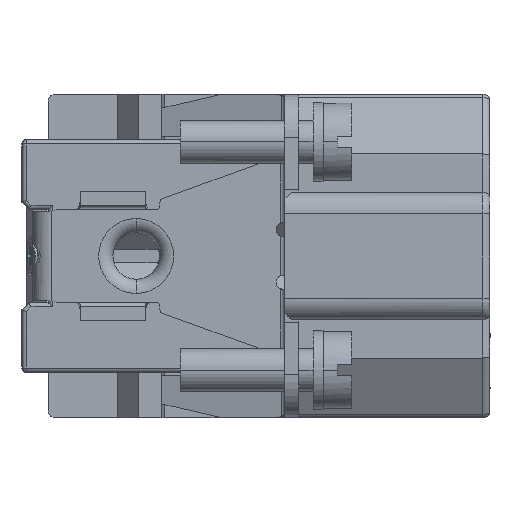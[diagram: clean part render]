
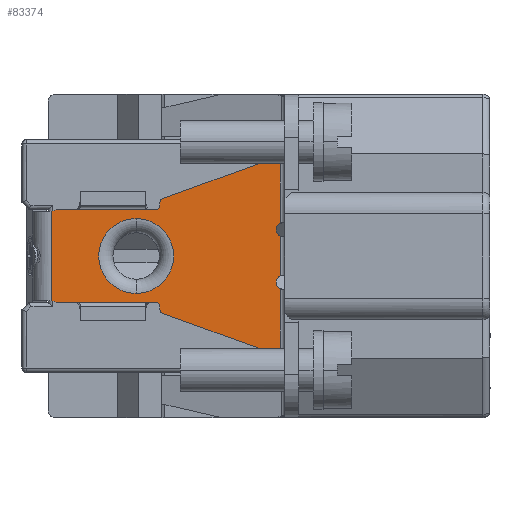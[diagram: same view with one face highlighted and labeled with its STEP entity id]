
A CAD part, left-side view. The second image highlights one B-rep face of the part: STEP entity #83374.
In plain terms, the highlighted planar face has unit normal (-1, 0, 0).
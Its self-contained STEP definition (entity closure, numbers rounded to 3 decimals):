
#20833=DIRECTION('',(0.,0.,1.));
#20834=VECTOR('',#20833,4.719);
#20835=CARTESIAN_POINT('',(-29.2,14.7,-7.018));
#20836=LINE('',#20835,#20834);
#21022=CARTESIAN_POINT('',(-29.2,30.765,-3.143));
#21076=CARTESIAN_POINT('',(-29.2,30.765,3.143));
#21160=DIRECTION('',(0.,0.,-1.));
#21161=VECTOR('',#21160,6.287);
#21162=CARTESIAN_POINT('',(-29.2,30.765,3.143));
#21163=LINE('',#21162,#21161);
#21450=DIRECTION('',(0.,1.,0.));
#21451=VECTOR('',#21450,1.347);
#21452=CARTESIAN_POINT('',(-29.2,29.029,-3.25));
#21453=LINE('',#21452,#21451);
#21454=CARTESIAN_POINT('',(-29.2,31.229,-5.6));
#21455=DIRECTION('',(-1.,0.,0.));
#21456=DIRECTION('',(0.,-0.341,0.94));
#21457=AXIS2_PLACEMENT_3D('',#21454,#21455,#21456);
#21459=CARTESIAN_POINT('',(-29.2,31.229,5.6));
#21460=DIRECTION('',(-1.,0.,0.));
#21461=DIRECTION('',(0.,-0.185,-0.983));
#21462=AXIS2_PLACEMENT_3D('',#21459,#21460,#21461);
#21464=DIRECTION('',(0.,-1.,0.));
#21465=VECTOR('',#21464,1.347);
#21466=CARTESIAN_POINT('',(-29.2,30.376,3.25));
#21467=LINE('',#21466,#21465);
#21468=CARTESIAN_POINT('',(-29.2,29.029,3.55));
#21469=DIRECTION('',(-1.,0.,0.));
#21470=DIRECTION('',(0.,0.,-1.));
#21471=AXIS2_PLACEMENT_3D('',#21468,#21469,#21470);
#21473=DIRECTION('',(0.,-0.002,
-1.));
#21474=VECTOR('',#21473,0.033);
#21475=CARTESIAN_POINT('',(-29.2,28.891,3.283));
#21476=LINE('',#21475,#21474);
#21477=DIRECTION('',(0.,-1.,0.));
#21478=VECTOR('',#21477,0.4);
#21479=CARTESIAN_POINT('',(-29.2,23.829,3.25));
#21480=LINE('',#21479,#21478);
#21481=CARTESIAN_POINT('',(-29.2,23.429,3.55));
#21482=DIRECTION('',(-1.,0.,0.));
#21483=DIRECTION('',(0.,0.,-1.));
#21484=AXIS2_PLACEMENT_3D('',#21481,#21482,#21483);
#21486=DIRECTION('',(0.,0.,1.));
#21487=VECTOR('',#21486,0.19);
#21488=CARTESIAN_POINT('',(-29.2,23.129,3.55));
#21489=LINE('',#21488,#21487);
#21490=CARTESIAN_POINT('',(-29.2,22.829,3.74));
#21491=DIRECTION('',(1.,0.,0.));
#21492=DIRECTION('',(0.,1.,0.));
#21493=AXIS2_PLACEMENT_3D('',#21490,#21491,#21492);
#21495=DIRECTION('',(0.,-0.94,0.342));
#21496=VECTOR('',#21495,8.76);
#21497=CARTESIAN_POINT('',(-29.2,22.931,4.022));
#21498=LINE('',#21497,#21496);
#21499=CARTESIAN_POINT('',(-29.2,14.479,1.85));
#21500=DIRECTION('',(-1.,0.,0.));
#21501=DIRECTION('',(0.,0.442,0.897));
#21502=AXIS2_PLACEMENT_3D('',#21499,#21500,#21501);
#21504=CARTESIAN_POINT('',(-29.2,14.479,-1.85));
#21505=DIRECTION('',(-1.,0.,0.));
#21506=DIRECTION('',(0.,0.347,0.938));
#21507=AXIS2_PLACEMENT_3D('',#21504,#21505,#21506);
#21509=DIRECTION('',(0.,0.94,0.342));
#21510=VECTOR('',#21509,8.76);
#21511=CARTESIAN_POINT('',(-29.2,14.7,-7.018));
#21512=LINE('',#21511,#21510);
#21513=CARTESIAN_POINT('',(-29.2,22.829,-3.74));
#21514=DIRECTION('',(1.,0.,0.));
#21515=DIRECTION('',(0.,0.342,-0.94));
#21516=AXIS2_PLACEMENT_3D('',#21513,#21514,#21515);
#21518=DIRECTION('',(0.,0.,1.));
#21519=VECTOR('',#21518,0.19);
#21520=CARTESIAN_POINT('',(-29.2,23.129,-3.74));
#21521=LINE('',#21520,#21519);
#21522=CARTESIAN_POINT('',(-29.2,23.429,-3.55));
#21523=DIRECTION('',(-1.,0.,0.));
#21524=DIRECTION('',(0.,-1.,0.));
#21525=AXIS2_PLACEMENT_3D('',#21522,#21523,#21524);
#21527=DIRECTION('',(0.,1.,0.));
#21528=VECTOR('',#21527,0.4);
#21529=CARTESIAN_POINT('',(-29.2,23.429,-3.25));
#21530=LINE('',#21529,#21528);
#21531=CARTESIAN_POINT('',(-29.2,24.8,0.));
#21532=DIRECTION('',(-1.,0.,0.));
#21533=DIRECTION('',(0.,0.,1.));
#21534=AXIS2_PLACEMENT_3D('',#21531,#21532,#21533);
#21536=CARTESIAN_POINT('',(-29.2,24.8,0.));
#21537=DIRECTION('',(-1.,0.,0.));
#21538=DIRECTION('',(0.,0.,-1.));
#21539=AXIS2_PLACEMENT_3D('',#21536,#21537,#21538);
#21560=DIRECTION('',(0.,-1.,0.));
#21561=VECTOR('',#21560,5.2);
#21562=CARTESIAN_POINT('',(-29.2,29.029,-3.25));
#21563=LINE('',#21562,#21561);
#22176=DIRECTION('',(0.,0.,1.));
#22177=VECTOR('',#22176,4.719);
#22178=CARTESIAN_POINT('',(-29.2,14.7,2.298));
#22179=LINE('',#22178,#22177);
#22274=DIRECTION('',(0.,0.,1.));
#22275=VECTOR('',#22274,2.762);
#22276=CARTESIAN_POINT('',(-29.2,14.653,-1.381));
#22277=LINE('',#22276,#22275);
#22472=DIRECTION('',(0.,1.,0.));
#22473=VECTOR('',#22472,5.062);
#22474=CARTESIAN_POINT('',(-29.2,23.829,3.25));
#22475=LINE('',#22474,#22473);
#54456=VERTEX_POINT('',#21022);
#54464=VERTEX_POINT('',#21076);
#54598=CARTESIAN_POINT('',(-29.2,29.029,-3.25));
#54599=VERTEX_POINT('',#54598);
#54600=CARTESIAN_POINT('',(-29.2,30.376,-3.25));
#54601=VERTEX_POINT('',#54600);
#54602=CARTESIAN_POINT('',(-29.2,23.829,-3.25));
#54603=VERTEX_POINT('',#54602);
#54604=CARTESIAN_POINT('',(-29.2,30.376,3.25));
#54605=VERTEX_POINT('',#54604);
#54606=CARTESIAN_POINT('',(-29.2,29.029,3.25));
#54607=VERTEX_POINT('',#54606);
#54608=CARTESIAN_POINT('',(-29.2,28.891,3.283));
#54609=VERTEX_POINT('',#54608);
#54610=CARTESIAN_POINT('',(-29.2,28.891,3.25));
#54611=VERTEX_POINT('',#54610);
#54612=CARTESIAN_POINT('',(-29.2,23.829,3.25));
#54613=VERTEX_POINT('',#54612);
#54614=CARTESIAN_POINT('',(-29.2,23.429,3.25));
#54615=VERTEX_POINT('',#54614);
#54616=CARTESIAN_POINT('',(-29.2,23.129,3.55));
#54617=VERTEX_POINT('',#54616);
#54618=CARTESIAN_POINT('',(-29.2,23.129,3.74));
#54619=VERTEX_POINT('',#54618);
#54620=CARTESIAN_POINT('',(-29.2,22.931,4.022));
#54621=VERTEX_POINT('',#54620);
#54622=CARTESIAN_POINT('',(-29.2,14.7,7.018));
#54623=VERTEX_POINT('',#54622);
#54624=CARTESIAN_POINT('',(-29.2,14.7,2.298));
#54625=VERTEX_POINT('',#54624);
#54626=CARTESIAN_POINT('',(-29.2,14.653,1.381));
#54627=VERTEX_POINT('',#54626);
#54628=CARTESIAN_POINT('',(-29.2,14.653,-1.381));
#54629=VERTEX_POINT('',#54628);
#54630=CARTESIAN_POINT('',(-29.2,14.7,-2.298));
#54631=VERTEX_POINT('',#54630);
#54632=CARTESIAN_POINT('',(-29.2,14.7,-7.018));
#54633=VERTEX_POINT('',#54632);
#54634=CARTESIAN_POINT('',(-29.2,22.931,-4.022));
#54635=VERTEX_POINT('',#54634);
#54636=CARTESIAN_POINT('',(-29.2,23.129,-3.74));
#54637=VERTEX_POINT('',#54636);
#54638=CARTESIAN_POINT('',(-29.2,23.129,-3.55));
#54639=VERTEX_POINT('',#54638);
#54640=CARTESIAN_POINT('',(-29.2,23.429,-3.25));
#54641=VERTEX_POINT('',#54640);
#54642=CARTESIAN_POINT('',(-29.2,24.8,2.625));
#54643=CARTESIAN_POINT('',(-29.2,24.8,-2.625));
#54644=VERTEX_POINT('',#54642);
#54645=VERTEX_POINT('',#54643);
#83318=CARTESIAN_POINT('',(-29.2,9.229,0.));
#83319=DIRECTION('',(-1.,0.,0.));
#83320=DIRECTION('',(0.,0.,1.));
#83321=AXIS2_PLACEMENT_3D('',#83318,#83319,#83320);
#83322=PLANE('',#83321);
#83324=ORIENTED_EDGE('',*,*,#83323,.F.);
#83325=ORIENTED_EDGE('',*,*,#82619,.T.);
#83326=ORIENTED_EDGE('',*,*,#82631,.T.);
#83327=ORIENTED_EDGE('',*,*,#82825,.F.);
#83329=ORIENTED_EDGE('',*,*,#83328,.T.);
#83331=ORIENTED_EDGE('',*,*,#83330,.T.);
#83333=ORIENTED_EDGE('',*,*,#83332,.T.);
#83335=ORIENTED_EDGE('',*,*,#83334,.T.);
#83337=ORIENTED_EDGE('',*,*,#83336,.F.);
#83339=ORIENTED_EDGE('',*,*,#83338,.T.);
#83341=ORIENTED_EDGE('',*,*,#83340,.T.);
#83343=ORIENTED_EDGE('',*,*,#83342,.T.);
#83345=ORIENTED_EDGE('',*,*,#83344,.T.);
#83347=ORIENTED_EDGE('',*,*,#83346,.T.);
#83349=ORIENTED_EDGE('',*,*,#83348,.F.);
#83351=ORIENTED_EDGE('',*,*,#83350,.T.);
#83353=ORIENTED_EDGE('',*,*,#83352,.F.);
#83355=ORIENTED_EDGE('',*,*,#83354,.T.);
#83356=ORIENTED_EDGE('',*,*,#82385,.F.);
#83357=ORIENTED_EDGE('',*,*,#82447,.T.);
#83359=ORIENTED_EDGE('',*,*,#83358,.T.);
#83361=ORIENTED_EDGE('',*,*,#83360,.T.);
#83363=ORIENTED_EDGE('',*,*,#83362,.T.);
#83365=ORIENTED_EDGE('',*,*,#83364,.T.);
#83366=EDGE_LOOP('',(#83324,#83325,#83326,#83327,#83329,#83331,#83333,#83335,
#83337,#83339,#83341,#83343,#83345,#83347,#83349,#83351,#83353,#83355,#83356,
#83357,#83359,#83361,#83363,#83365));
#83367=FACE_OUTER_BOUND('',#83366,.F.);
#83369=ORIENTED_EDGE('',*,*,#83368,.T.);
#83371=ORIENTED_EDGE('',*,*,#83370,.T.);
#83372=EDGE_LOOP('',(#83369,#83371));
#83373=FACE_BOUND('',#83372,.F.);
#83374=ADVANCED_FACE('',(#83367,#83373),#83322,.T.);
#21458=CIRCLE('',#21457,2.5);
#21463=CIRCLE('',#21462,2.5);
#21472=CIRCLE('',#21471,0.3);
#21485=CIRCLE('',#21484,0.3);
#21494=CIRCLE('',#21493,0.3);
#21503=CIRCLE('',#21502,0.5);
#21508=CIRCLE('',#21507,0.5);
#21517=CIRCLE('',#21516,0.3);
#21526=CIRCLE('',#21525,0.3);
#21535=CIRCLE('',#21534,2.625);
#21540=CIRCLE('',#21539,2.625);
#82385=EDGE_CURVE('',#54633,#54631,#20836,.T.);
#82447=EDGE_CURVE('',#54633,#54635,#21512,.T.);
#82619=EDGE_CURVE('',#54599,#54601,#21453,.T.);
#82631=EDGE_CURVE('',#54601,#54456,#21458,.T.);
#82825=EDGE_CURVE('',#54464,#54456,#21163,.T.);
#83323=EDGE_CURVE('',#54599,#54603,#21563,.T.);
#83328=EDGE_CURVE('',#54464,#54605,#21463,.T.);
#83330=EDGE_CURVE('',#54605,#54607,#21467,.T.);
#83332=EDGE_CURVE('',#54607,#54609,#21472,.T.);
#83334=EDGE_CURVE('',#54609,#54611,#21476,.T.);
#83336=EDGE_CURVE('',#54613,#54611,#22475,.T.);
#83338=EDGE_CURVE('',#54613,#54615,#21480,.T.);
#83340=EDGE_CURVE('',#54615,#54617,#21485,.T.);
#83342=EDGE_CURVE('',#54617,#54619,#21489,.T.);
#83344=EDGE_CURVE('',#54619,#54621,#21494,.T.);
#83346=EDGE_CURVE('',#54621,#54623,#21498,.T.);
#83348=EDGE_CURVE('',#54625,#54623,#22179,.T.);
#83350=EDGE_CURVE('',#54625,#54627,#21503,.T.);
#83352=EDGE_CURVE('',#54629,#54627,#22277,.T.);
#83354=EDGE_CURVE('',#54629,#54631,#21508,.T.);
#83358=EDGE_CURVE('',#54635,#54637,#21517,.T.);
#83360=EDGE_CURVE('',#54637,#54639,#21521,.T.);
#83362=EDGE_CURVE('',#54639,#54641,#21526,.T.);
#83364=EDGE_CURVE('',#54641,#54603,#21530,.T.);
#83368=EDGE_CURVE('',#54644,#54645,#21535,.T.);
#83370=EDGE_CURVE('',#54645,#54644,#21540,.T.);
